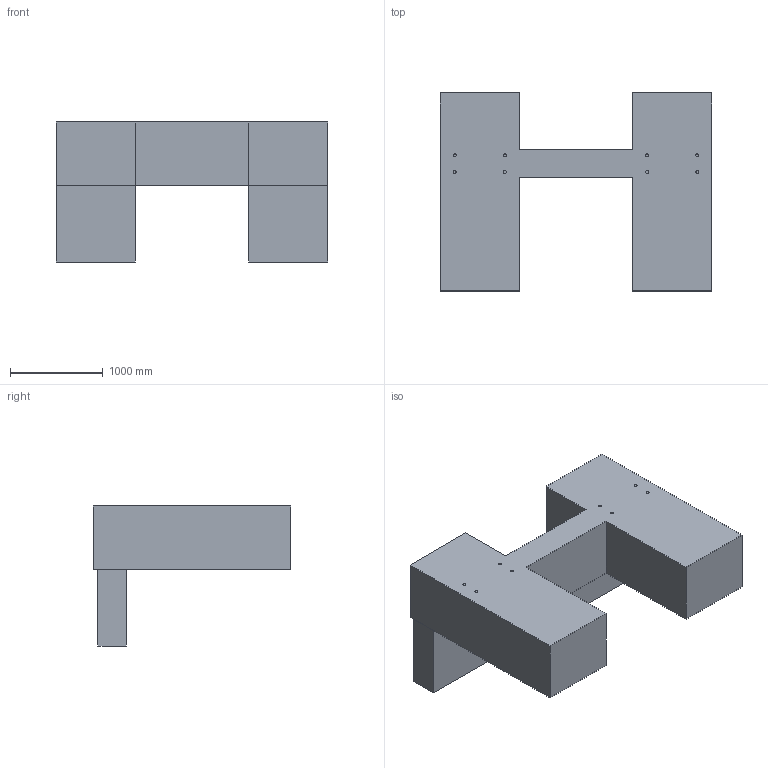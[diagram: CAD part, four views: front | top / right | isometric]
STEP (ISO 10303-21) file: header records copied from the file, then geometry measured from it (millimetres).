
FILE_DESCRIPTION(('FreeCAD Model'),'2;1');
FILE_NAME('./barrier/barrier_foundation.stp','2018-05-10T17:51:25',( 'FreeCAD'),('FreeCAD'),'Open CASCADE STEP processor 6.8','FreeCAD', 'Unknown');
FILE_SCHEMA(('AUTOMOTIVE_DESIGN_CC2 { 1 2 10303 214 -1 1 5 4 }'));
Length unit declared in the file: millimetre
Products named in the file (5): Open CASCADE STEP translator 6.8 2; Open CASCADE STEP translator 6.8 2.1; Open CASCADE STEP translator 6.8 2.1.1; Open CASCADE STEP translator 6.8 2.1.2; Open CASCADE STEP translator 6.8 2.2
Assembly tree (4 placements, depth 3):
  Open CASCADE STEP translator 6.8 2
    Open CASCADE STEP translator 6.8 2.1
      Open CASCADE STEP translator 6.8 2.1.1
      Open CASCADE STEP translator 6.8 2.1.2
    Open CASCADE STEP translator 6.8 2.2
Bounding box: 2923.2 x 2131.5 x 1507.28 mm (x, y, z)
Volume: 3171166067.2 mm3; surface area: 22284384.9 mm2
Topology: 3 solids, 3 shells, 34 faces, 68 edges, 48 vertices
Faces by surface type: plane 34
Entity records: 1870 total; most frequent: CARTESIAN_POINT 339, DIRECTION 282, LINE 180, VECTOR 180, ORIENTED_EDGE 136, PCURVE 136, DEFINITIONAL_REPRESENTATION 136, EDGE_CURVE 68
